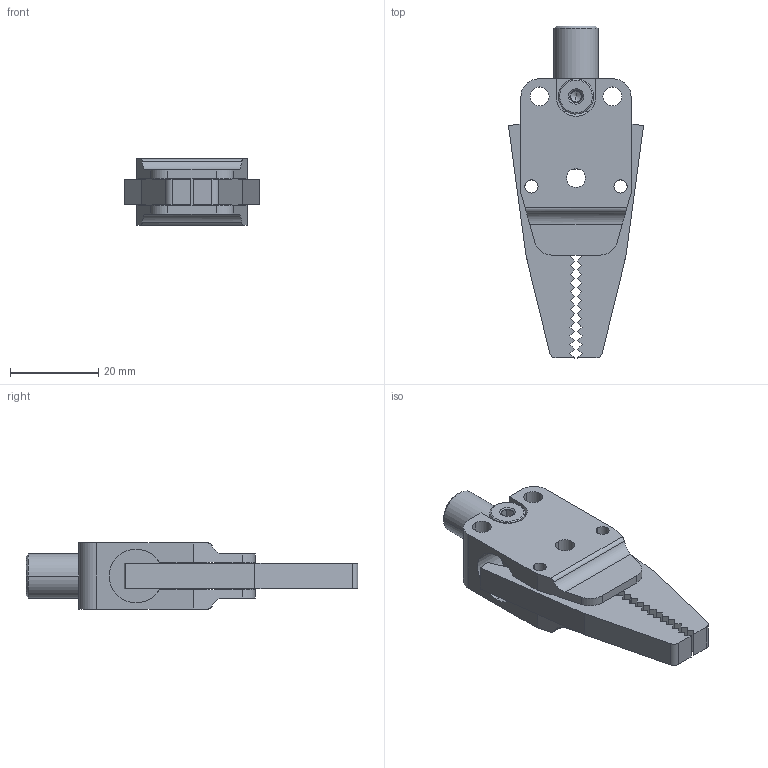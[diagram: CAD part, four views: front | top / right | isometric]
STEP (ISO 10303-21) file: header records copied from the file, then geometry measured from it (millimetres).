
FILE_DESCRIPTION (( 'STEP AP214' ), '1' );
FILE_NAME ('CA.GZA.10.12.M.STEP', '2017-10-19T15:16:43', ( '' ), ( '' ), 'SwSTEP 2.0', 'SolidWorks 2017', '' );
FILE_SCHEMA (( 'AUTOMOTIVE_DESIGN' ));
Length unit declared in the file: millimetre
Products named in the file (4): GZA.10.12.1_11; GZA.10.12.3.M; ca.08.14.013_8; CA.GZA.10.12.M
Assembly tree (4 placements, depth 2):
  CA.GZA.10.12.M
    ca.08.14.013_8
    GZA.10.12.3.M  x2
    GZA.10.12.1_11
Bounding box: 30.67 x 75.35 x 15 mm (x, y, z)
Volume: 13786.7 mm3; surface area: 9356.5 mm2
Topology: 4 solids, 4 shells, 198 faces, 547 edges, 350 vertices
Faces by surface type: plane 118, cylinder 56, cone 22, bspline 2
Entity records: 5434 total; most frequent: CARTESIAN_POINT 1102, DIRECTION 886, ORIENTED_EDGE 880, EDGE_CURVE 440, AXIS2_PLACEMENT_3D 303, VERTEX_POINT 283, VECTOR 280, LINE 280
